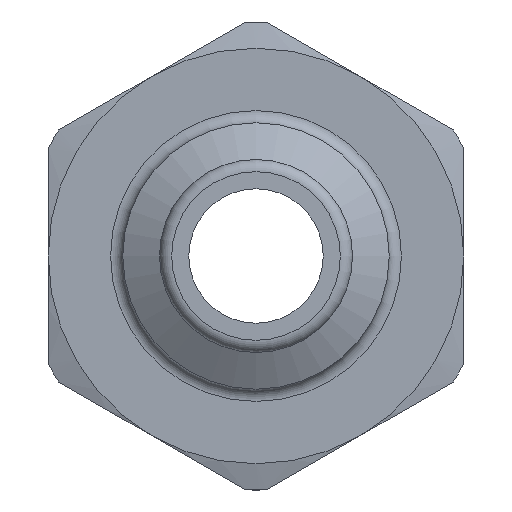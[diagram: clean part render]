
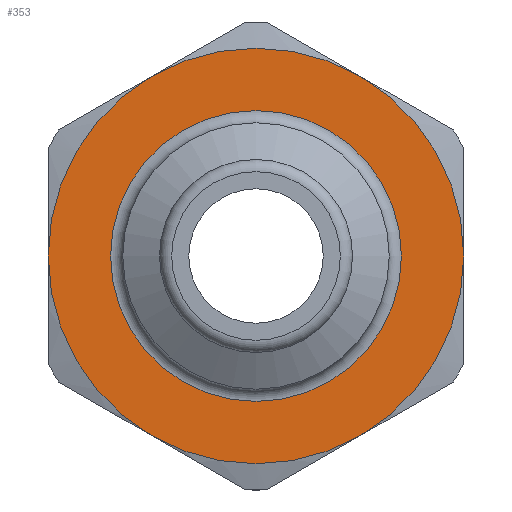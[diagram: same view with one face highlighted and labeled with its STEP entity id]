
A CAD part, left-side view. The second image highlights one B-rep face of the part: STEP entity #353.
In plain terms, the highlighted planar face has unit normal (-1, 0, 0).
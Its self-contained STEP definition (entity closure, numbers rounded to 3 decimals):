
#265=CARTESIAN_POINT('',(22.0,5.95,0.));
#266=VERTEX_POINT('',#265);
#267=CARTESIAN_POINT('',(22.0,0.0,0.0));
#268=DIRECTION('',(-1.0,0.0,0.0));
#269=DIRECTION('',(0.0,-1.0,0.0));
#270=AXIS2_PLACEMENT_3D('',#267,#268,#269);
#271=CIRCLE('',#270,5.95);
#272=EDGE_CURVE('',#266,#266,#271,.T.);
#289=CARTESIAN_POINT('',(22.0,6.975,0.0));
#290=DIRECTION('',(-1.0,0.0,0.0));
#291=DIRECTION('',(0.0,0.0,1.0));
#292=AXIS2_PLACEMENT_3D('',#289,#290,#291);
#293=PLANE('',#292);
#294=CARTESIAN_POINT('',(22.0,8.5,0.0));
#295=VERTEX_POINT('',#294);
#296=CARTESIAN_POINT('',(22.0,4.25,7.361));
#297=VERTEX_POINT('',#296);
#298=CARTESIAN_POINT('',(22.0,0.0,0.0));
#299=DIRECTION('',(1.0,0.0,0.0));
#300=DIRECTION('',(0.0,1.0,0.0));
#301=AXIS2_PLACEMENT_3D('',#298,#299,#300);
#302=CIRCLE('',#301,8.5);
#303=EDGE_CURVE('',#295,#297,#302,.T.);
#304=ORIENTED_EDGE('',*,*,#303,.F.);
#305=CARTESIAN_POINT('',(22.0,4.25,-7.361));
#306=VERTEX_POINT('',#305);
#307=CARTESIAN_POINT('',(22.0,0.0,0.0));
#308=DIRECTION('',(1.0,0.0,0.0));
#309=DIRECTION('',(0.0,1.0,0.0));
#310=AXIS2_PLACEMENT_3D('',#307,#308,#309);
#311=CIRCLE('',#310,8.5);
#312=EDGE_CURVE('',#306,#295,#311,.T.);
#313=ORIENTED_EDGE('',*,*,#312,.F.);
#314=CARTESIAN_POINT('',(22.0,-4.25,-7.361));
#315=VERTEX_POINT('',#314);
#316=CARTESIAN_POINT('',(22.0,0.0,0.0));
#317=DIRECTION('',(1.0,0.0,0.0));
#318=DIRECTION('',(0.0,1.0,0.0));
#319=AXIS2_PLACEMENT_3D('',#316,#317,#318);
#320=CIRCLE('',#319,8.5);
#321=EDGE_CURVE('',#315,#306,#320,.T.);
#322=ORIENTED_EDGE('',*,*,#321,.F.);
#323=CARTESIAN_POINT('',(22.0,-8.5,0.));
#324=VERTEX_POINT('',#323);
#325=CARTESIAN_POINT('',(22.0,0.0,0.0));
#326=DIRECTION('',(1.0,0.0,0.0));
#327=DIRECTION('',(0.0,1.0,0.0));
#328=AXIS2_PLACEMENT_3D('',#325,#326,#327);
#329=CIRCLE('',#328,8.5);
#330=EDGE_CURVE('',#324,#315,#329,.T.);
#331=ORIENTED_EDGE('',*,*,#330,.F.);
#332=CARTESIAN_POINT('',(22.0,-4.25,7.361));
#333=VERTEX_POINT('',#332);
#334=CARTESIAN_POINT('',(22.0,0.0,0.0));
#335=DIRECTION('',(1.0,0.0,0.0));
#336=DIRECTION('',(0.0,1.0,0.0));
#337=AXIS2_PLACEMENT_3D('',#334,#335,#336);
#338=CIRCLE('',#337,8.5);
#339=EDGE_CURVE('',#333,#324,#338,.T.);
#340=ORIENTED_EDGE('',*,*,#339,.F.);
#341=CARTESIAN_POINT('',(22.0,0.0,0.0));
#342=DIRECTION('',(1.0,0.0,0.0));
#343=DIRECTION('',(0.0,1.0,0.0));
#344=AXIS2_PLACEMENT_3D('',#341,#342,#343);
#345=CIRCLE('',#344,8.5);
#346=EDGE_CURVE('',#297,#333,#345,.T.);
#347=ORIENTED_EDGE('',*,*,#346,.F.);
#348=EDGE_LOOP('',(#304,#313,#322,#331,#340,#347));
#349=FACE_OUTER_BOUND('',#348,.T.);
#350=ORIENTED_EDGE('',*,*,#272,.F.);
#351=EDGE_LOOP('',(#350));
#352=FACE_BOUND('',#351,.T.);
#353=ADVANCED_FACE('',(#349,#352),#293,.T.);
